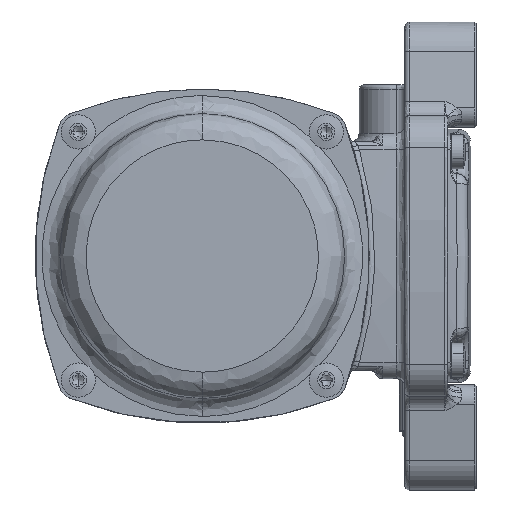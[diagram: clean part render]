
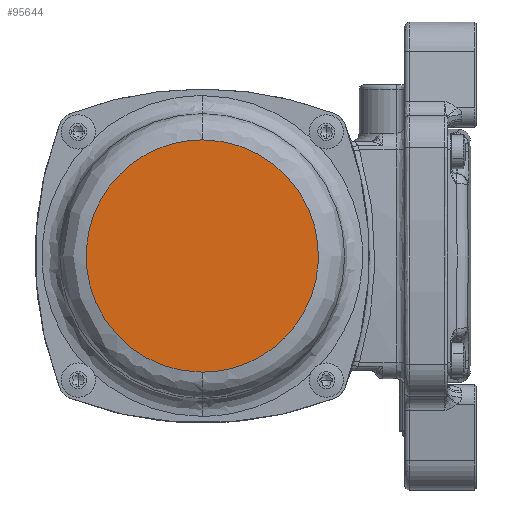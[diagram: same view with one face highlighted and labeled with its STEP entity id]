
A CAD part, left-side view. The second image highlights one B-rep face of the part: STEP entity #95644.
In plain terms, the highlighted planar face has unit normal (-1, 0, 0).
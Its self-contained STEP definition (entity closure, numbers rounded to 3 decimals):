
#899 = EDGE_CURVE ( 'NONE', #102658, #118694, #52816, .T. ) ;
#958 = CARTESIAN_POINT ( 'NONE',  ( -112.5, 0., 40.7 ) ) ;
#1461 = CARTESIAN_POINT ( 'NONE',  ( -112.5, 81.4, -40.7 ) ) ;
#2607 = EDGE_LOOP ( 'NONE', ( #111651, #5400 ) ) ;
#5400 = ORIENTED_EDGE ( 'NONE', *, *, #899, .F. ) ;
#5532 = PLANE ( 'NONE',  #104476 ) ;
#6059 = DIRECTION ( 'NONE',  ( 1., 0., 0. ) ) ;
#19376 = CARTESIAN_POINT ( 'NONE',  ( -112.5, -81.4, -40.7 ) ) ;
#25172 = CARTESIAN_POINT ( 'NONE',  ( -112.5, 0., -40.7 ) ) ;
#28124 = EDGE_CURVE ( 'NONE', #118694, #102658, #46801, .T. ) ;
#35304 = FACE_OUTER_BOUND ( 'NONE', #2607, .T. ) ;
#41439 = CARTESIAN_POINT ( 'NONE',  ( -112.5, 40.7, 0. ) ) ;
#45769 = CARTESIAN_POINT ( 'NONE',  ( -112.5, -81.4, 40.7 ) ) ;
#46801 =( BOUNDED_CURVE ( )  B_SPLINE_CURVE ( 3, ( #25172, #1461, #134670, #96022 ),
 .UNSPECIFIED., .F., .T. ) 
 B_SPLINE_CURVE_WITH_KNOTS ( ( 4, 4 ),
 ( 0., 1. ),
 .UNSPECIFIED. ) 
 CURVE ( )  GEOMETRIC_REPRESENTATION_ITEM ( )  RATIONAL_B_SPLINE_CURVE ( ( 1., 0.333, 0.333, 1. ) ) 
 REPRESENTATION_ITEM ( '' )  );
#52816 =( BOUNDED_CURVE ( )  B_SPLINE_CURVE ( 3, ( #55853, #45769, #19376, #140504 ),
 .UNSPECIFIED., .F., .F. ) 
 B_SPLINE_CURVE_WITH_KNOTS ( ( 4, 4 ),
 ( 0., 1. ),
 .UNSPECIFIED. ) 
 CURVE ( )  GEOMETRIC_REPRESENTATION_ITEM ( )  RATIONAL_B_SPLINE_CURVE ( ( 1., 0.333, 0.333, 1. ) ) 
 REPRESENTATION_ITEM ( '' )  );
#54119 = DIRECTION ( 'NONE',  ( 0., 0., 1. ) ) ;
#55853 = CARTESIAN_POINT ( 'NONE',  ( -112.5, 0., 40.7 ) ) ;
#95644 = ADVANCED_FACE ( 'NONE', ( #35304 ), #5532, .F. ) ;
#96022 = CARTESIAN_POINT ( 'NONE',  ( -112.5, 0., 40.7 ) ) ;
#102658 = VERTEX_POINT ( 'NONE', #958 ) ;
#104476 = AXIS2_PLACEMENT_3D ( 'NONE', #41439, #6059, #54119 ) ;
#111651 = ORIENTED_EDGE ( 'NONE', *, *, #28124, .F. ) ;
#118694 = VERTEX_POINT ( 'NONE', #135850 ) ;
#134670 = CARTESIAN_POINT ( 'NONE',  ( -112.5, 81.4, 40.7 ) ) ;
#135850 = CARTESIAN_POINT ( 'NONE',  ( -112.5, 0., -40.7 ) ) ;
#140504 = CARTESIAN_POINT ( 'NONE',  ( -112.5, 0., -40.7 ) ) ;
